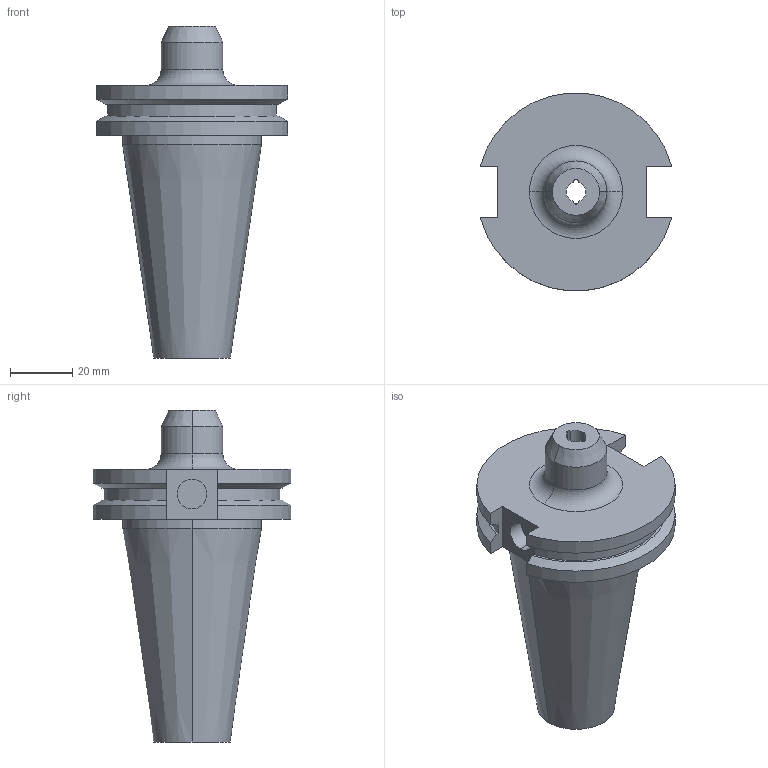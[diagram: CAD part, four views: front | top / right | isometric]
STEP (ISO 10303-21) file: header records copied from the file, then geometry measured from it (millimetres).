
FILE_DESCRIPTION (( 'STEP AP203' ), '1' );
FILE_NAME ('STP-5031-S35-A16-150-AA(SATE-22911-1.5B).STEP', '2022-06-17T01:38:13', ( '' ), ( '' ), 'SwSTEP 2.0', 'SolidWorks 2017', '' );
FILE_SCHEMA (( 'CONFIG_CONTROL_DESIGN' ));
Length unit declared in the file: millimetre
Products named in the file (1): STP-5031-S35-A16-150-AA(SATE-22911-1.5B)
Bounding box: 61.35 x 63.26 x 106.35 mm (x, y, z)
Volume: 105773.6 mm3; surface area: 21950.1 mm2
Topology: 1 solids, 1 shells, 55 faces, 135 edges, 88 vertices
Faces by surface type: cylinder 27, plane 18, cone 8, torus 2
Entity records: 1736 total; most frequent: DIRECTION 305, CARTESIAN_POINT 303, ORIENTED_EDGE 270, EDGE_CURVE 135, AXIS2_PLACEMENT_3D 122, VERTEX_POINT 88, CIRCLE 66, EDGE_LOOP 63
